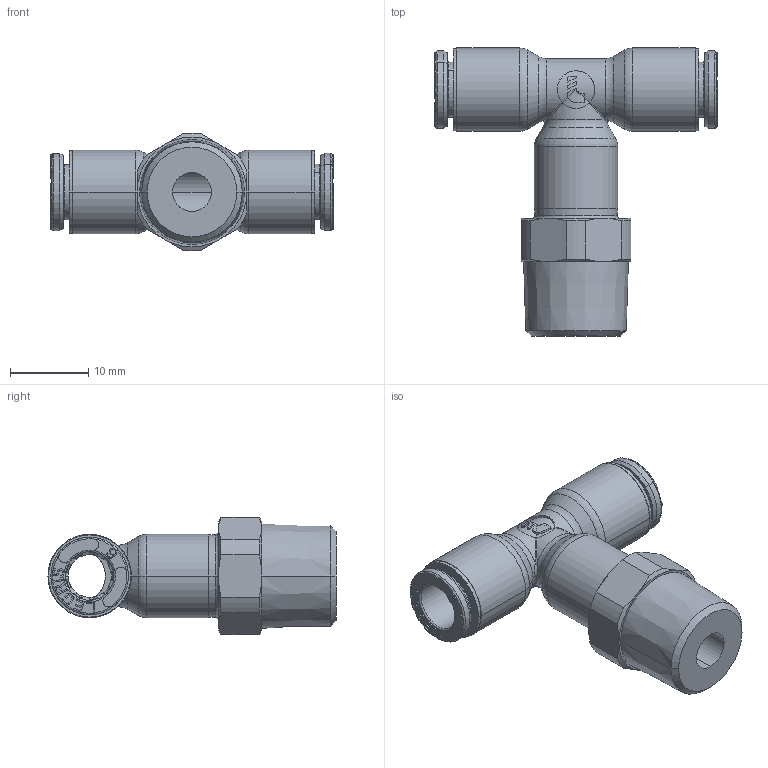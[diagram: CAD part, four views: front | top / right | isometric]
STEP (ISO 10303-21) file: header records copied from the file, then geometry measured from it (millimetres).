
FILE_DESCRIPTION(('STEP AP214'),'1');
FILE_NAME('6808_06_13.stp','2016-07-07T14:42:22',('TraceParts'),('TraceParts S.A.'),'Spatial InterOp 3D',' ',' ');
FILE_SCHEMA(('automotive_design'));
Length unit declared in the file: millimetre
Products named in the file (13): 6808 06 13|44106-64_ASM_1108#44106-64_ASM|44106-26_1104#44106-26;Solide1; 6808 06 13|44106-64_ASM_1108#44106-64_ASM|44106_1105#44106;Solide1; 6808 06 13|44106-64_ASM_1108#44106-64_ASM|44106-27_1106#44106-27;Solide1; 6808 06 13|44106-64_ASM_1108#44106-64_ASM|44126-20_1107#44126-20;Solide1; 6808 06 13|44106-64_ASM_1112#44106-64_ASM|44106-26_1104#44106-26;Solide1; 6808 06 13|44106-64_ASM_1112#44106-64_ASM|44106_1105#44106;Solide1; 6808 06 13|44106-64_ASM_1112#44106-64_ASM|44106-27_1106#44106-27;Solide1; 6808 06 13|44106-64_ASM_1112#44106-64_ASM|44126-20_1107#44126-20;Solide1; 6808 06 13|44516-04_1103#44516-04;Solide1; 6808 06 13|44106-11-10-ASM_1109#44106-11-10-ASM;Solide1; 6808 06 13|44106-11-10-ASM_1110#44106-11-10-ASM;Solide1; 6808 06 13|44310-17-69_1111#44310-17-69;Solide1; 6808 06 13|44106-11-10-ASM_1113#44106-11-10-ASM;Solide1
Bounding box: 36.04 x 36.77 x 14.98 mm (x, y, z)
Volume: 4102 mm3; surface area: 6467.8 mm2
Topology: 13 solids, 13 shells, 1297 faces, 3366 edges, 2128 vertices
Faces by surface type: plane 603, cylinder 230, cone 186, torus 156, bspline 118, sphere 4
Entity records: 56757 total; most frequent: CARTESIAN_POINT 14495, ORIENTED_EDGE 6724, DIRECTION 6508, EDGE_CURVE 3362, AXIS2_PLACEMENT_3D 2294, VERTEX_POINT 2128, LINE 1920, VECTOR 1920
